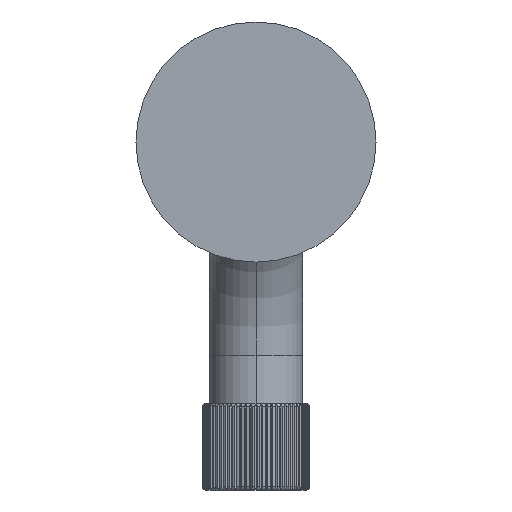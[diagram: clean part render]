
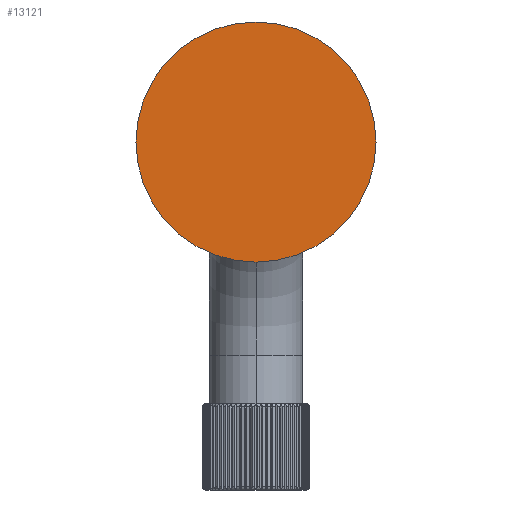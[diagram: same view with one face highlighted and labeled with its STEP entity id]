
A CAD part, front view. The second image highlights one B-rep face of the part: STEP entity #13121.
In plain terms, the highlighted planar face has unit normal (0, -1, 0).
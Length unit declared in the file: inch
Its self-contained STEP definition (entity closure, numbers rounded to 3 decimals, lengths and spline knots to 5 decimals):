
#7=CARTESIAN_POINT('',(0.,0.,0.));
#8=DIRECTION('',(0.,-1.,0.));
#9=DIRECTION('',(1.,0.,0.));
#10=AXIS2_PLACEMENT_3D('',#7,#8,#9);
#51=CARTESIAN_POINT('',(0.,0.,0.));
#52=DIRECTION('',(0.,1.,0.));
#53=DIRECTION('',(1.,0.,0.));
#54=AXIS2_PLACEMENT_3D('',#51,#52,#53);
#12106=CARTESIAN_POINT('',(1.125,0.,0.));
#12107=CARTESIAN_POINT('',(-1.125,0.,0.));
#12108=VERTEX_POINT('',#12106);
#12109=VERTEX_POINT('',#12107);
#13110=CARTESIAN_POINT('',(0.,0.,0.));
#13111=DIRECTION('',(0.,-1.,0.));
#13112=DIRECTION('',(-1.,0.,0.));
#13113=AXIS2_PLACEMENT_3D('',#13110,#13111,#13112);
#13114=PLANE('',#13113);
#13116=ORIENTED_EDGE('',*,*,#13115,.F.);
#13118=ORIENTED_EDGE('',*,*,#13117,.T.);
#13119=EDGE_LOOP('',(#13116,#13118));
#13120=FACE_OUTER_BOUND('',#13119,.F.);
#13121=ADVANCED_FACE('',(#13120),#13114,.T.);
#11=CIRCLE('',#10,1.125);
#55=CIRCLE('',#54,1.125);
#13115=EDGE_CURVE('',#12108,#12109,#11,.T.);
#13117=EDGE_CURVE('',#12108,#12109,#55,.T.);
